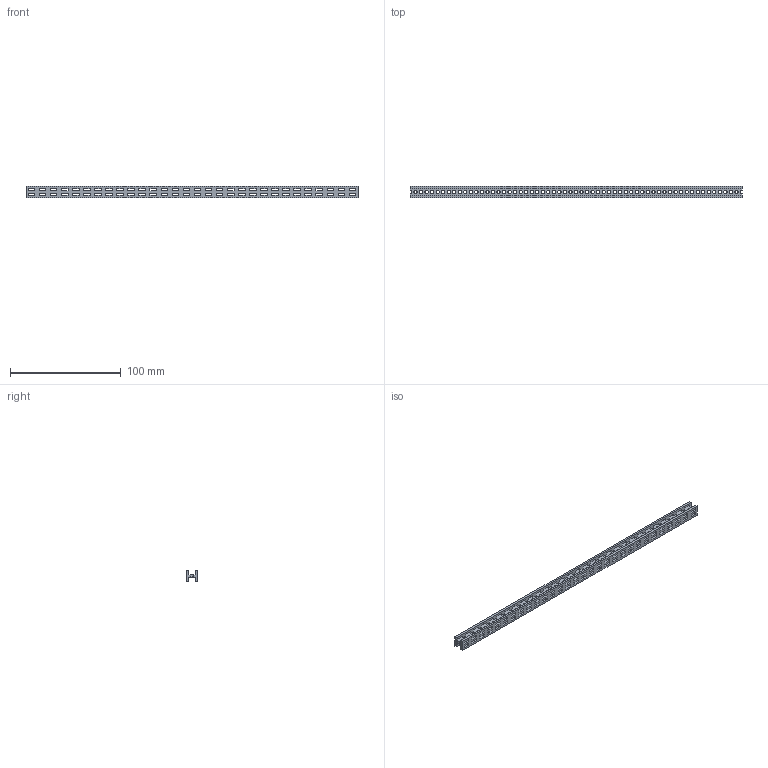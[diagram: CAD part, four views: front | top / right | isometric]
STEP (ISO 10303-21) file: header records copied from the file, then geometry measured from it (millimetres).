
FILE_DESCRIPTION (( 'STEP AP203' ), '1' );
FILE_NAME ('Beam 300.STEP', '2017-02-03T08:55:22', ( '' ), ( '' ), 'SwSTEP 2.0', 'SolidWorks 2015', '' );
FILE_SCHEMA (( 'CONFIG_CONTROL_DESIGN' ));
Length unit declared in the file: millimetre
Products named in the file (1): Beam 300
Bounding box: 300 x 10 x 10 mm (x, y, z)
Volume: 11871.8 mm3; surface area: 18134.7 mm2
Topology: 1 solids, 1 shells, 497 faces, 1845 edges, 1230 vertices
Faces by surface type: plane 376, cylinder 121
Entity records: 20154 total; most frequent: ORIENTED_EDGE 3690, CARTESIAN_POINT 3573, DIRECTION 3083, EDGE_CURVE 1845, VECTOR 1603, LINE 1603, VERTEX_POINT 1230, AXIS2_PLACEMENT_3D 740
